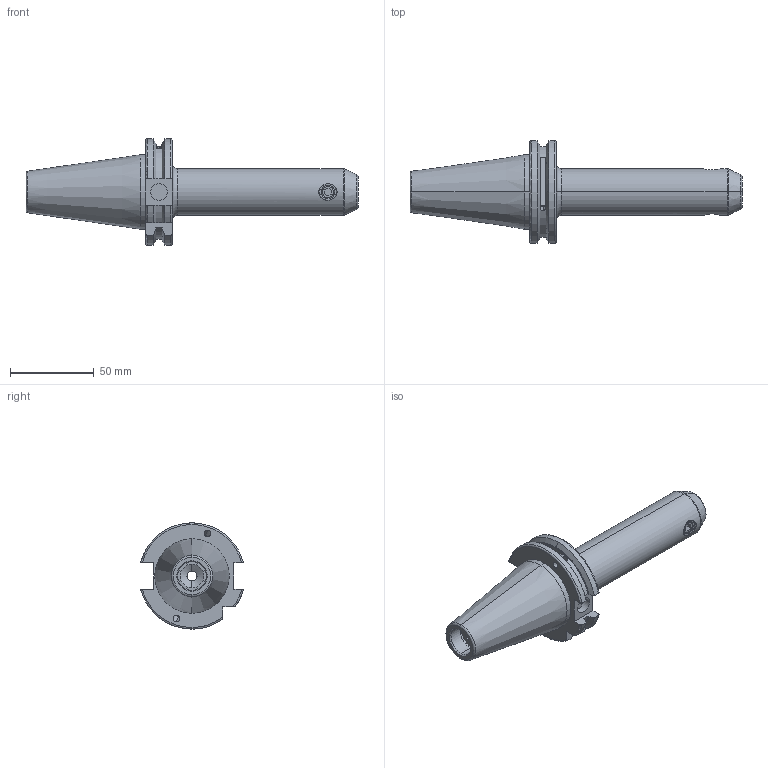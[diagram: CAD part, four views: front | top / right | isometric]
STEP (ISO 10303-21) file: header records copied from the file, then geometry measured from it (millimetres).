
FILE_DESCRIPTION (( 'STEP AP203' ), '1' );
FILE_NAME ('91406-WE708130.STEP', '2017-08-19T04:18:04', ( '' ), ( '' ), 'SwSTEP 2.0', 'SolidWorks 2009', '' );
FILE_SCHEMA (( 'CONFIG_CONTROL_DESIGN' ));
Length unit declared in the file: millimetre
Products named in the file (4): M8X10._DIN 913 - M8 x 8-N; SK40EM08130FWW; 91406-WE708130; Copy of M4X4_DIN 913 - M4 x 4-N
Assembly tree (4 placements, depth 2):
  91406-WE708130
    Copy of M4X4_DIN 913 - M4 x 4-N  x2
    M8X10._DIN 913 - M8 x 8-N
    SK40EM08130FWW
Bounding box: 198.4 x 61.48 x 63.55 mm (x, y, z)
Volume: 166437.5 mm3; surface area: 32905.2 mm2
Topology: 4 solids, 4 shells, 158 faces, 381 edges, 242 vertices
Faces by surface type: plane 58, cylinder 44, cone 32, torus 18, bspline 4, sphere 2
Entity records: 5210 total; most frequent: CARTESIAN_POINT 1377, DIRECTION 728, ORIENTED_EDGE 698, EDGE_CURVE 349, AXIS2_PLACEMENT_3D 287, VERTEX_POINT 222, EDGE_LOOP 165, VECTOR 154
